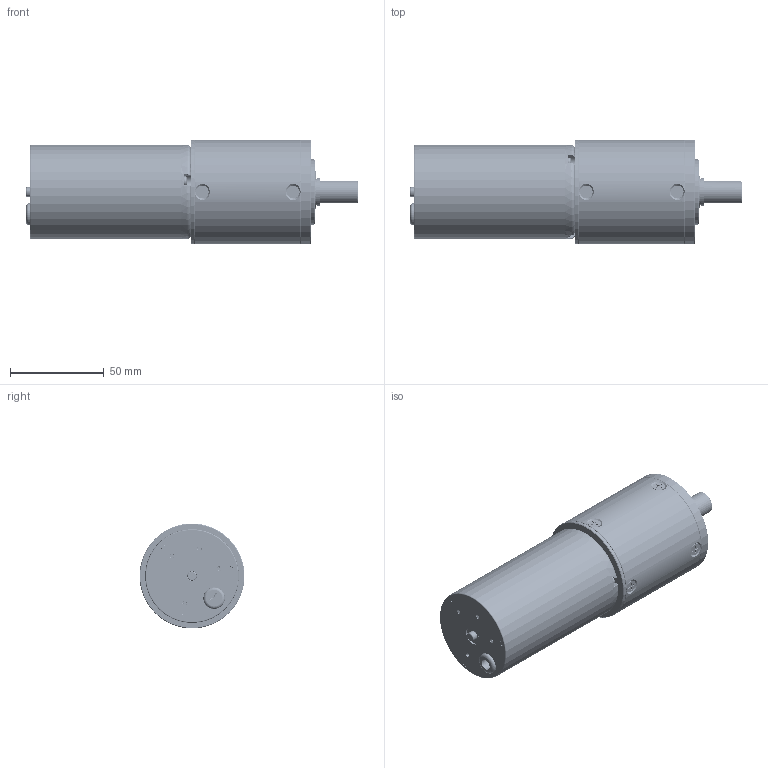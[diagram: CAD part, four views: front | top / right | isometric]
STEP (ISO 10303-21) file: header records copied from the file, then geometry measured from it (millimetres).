
FILE_DESCRIPTION((''),'2;1');
FILE_NAME('56RP-000-000_ASM','2024-07-16T',('86157'),(''),'PRO/ENGINEER BY PARAMETRIC TECHNOLOGY CORPORATION, 2010280','PRO/ENGINEER BY PARAMETRIC TECHNOLOGY CORPORATION, 2010280','');
FILE_SCHEMA(('CONFIG_CONTROL_DESIGN'));
Products named in the file (33): DM056P410010; DM056P530001; 61902-ZZ; 56RP-000-1_ASM; 56RP-002-3B; DM056P310010; 56RP-005-6X13_5; DM056P360010; 56RP-000-2-ZHOU_ASM; W-K-15; 56RP-000-3_ASM; DM056P430010-4KONG-20240515; 5086______; 5_0____; 5-105__; 5_0-50________; 5086________-12993_ASM; 5074____-64002; 5074____-40001; PRODUCT_52828; PRT0001; 5074____-110689; M3-82____; 50______; 5067______; 5086________-37020; 5086________-20994_ASM; 5086________-1981_ASM; _DM-BL5086; DM-BL5086_ASM; 56RP-000-5_ASM; DM056P351002-M3_5X10; 56RP-000-000_ASM
Assembly tree (56 placements, depth 6):
  56RP-000-000_ASM
    56RP-000-3_ASM
      56RP-000-1_ASM
        DM056P410010
        DM056P530001
        61902-ZZ  x2
      56RP-002-3B
      56RP-000-2-ZHOU_ASM
        DM056P310010
        56RP-005-6X13_5  x4
        DM056P360010
      W-K-15
    56RP-000-5_ASM
      DM056P430010-4KONG-20240515
      DM-BL5086_ASM
        5086________-1981_ASM
          5086________-12993_ASM
            5086______  x10
            5_0____  x2
            5-105__
            5_0-50________
          5074____-64002
          5074____-40001
          PRODUCT_52828
          PRT0001  x2
          5074____-110689
          M3-82____  x3
          5086________-20994_ASM
            50______
            5067______
            5086________-37020
        _DM-BL5086
    DM056P351002-M3_5X10  x8
Bounding box: 177.2 x 56 x 56 mm (x, y, z)
Volume: 183257.8 mm3; surface area: 172738 mm2
Topology: 47 solids, 60 shells, 3873 faces, 10438 edges, 6679 vertices
Faces by surface type: cylinder 1872, plane 847, bspline 443, cone 357, torus 258, extrusion 96
Entity records: 184160 total; most frequent: CARTESIAN_POINT 100227, ORIENTED_EDGE 18646, DIRECTION 15918, EDGE_CURVE 9353, AXIS2_PLACEMENT_3D 6049, VERTEX_POINT 6011, VECTOR 3820, LINE 3724
